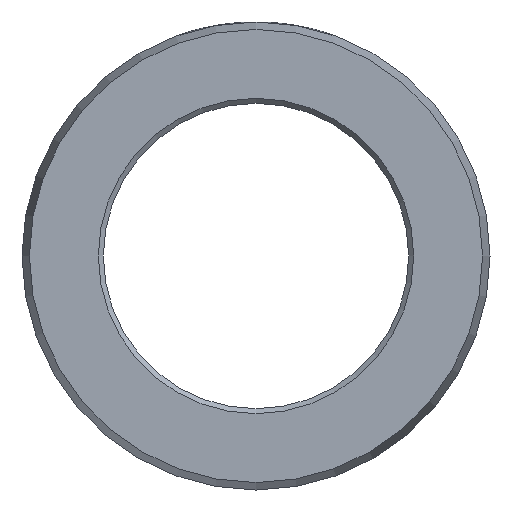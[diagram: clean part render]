
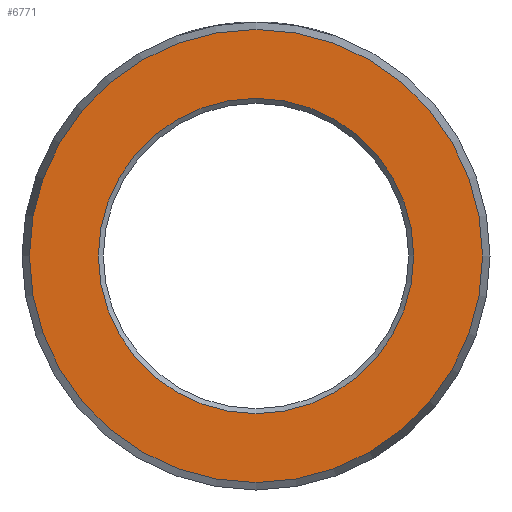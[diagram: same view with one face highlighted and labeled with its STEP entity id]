
A CAD part, left-side view. The second image highlights one B-rep face of the part: STEP entity #6771.
In plain terms, the highlighted planar face has unit normal (-1, 0, 0).
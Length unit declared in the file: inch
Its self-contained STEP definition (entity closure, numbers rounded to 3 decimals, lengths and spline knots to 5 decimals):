
#64=FACE_BOUND('',#1172,.T.);
#211=PLANE('',#7175);
#767=FACE_OUTER_BOUND('',#1171,.T.);
#1171=EDGE_LOOP('',(#6332,#6333));
#1172=EDGE_LOOP('',(#6334,#6335));
#1355=CIRCLE('',#7173,0.7075);
#1356=CIRCLE('',#7174,0.7075);
#1357=CIRCLE('',#7176,1.01651);
#1358=CIRCLE('',#7177,1.01651);
#3287=VERTEX_POINT('',#16105);
#3288=VERTEX_POINT('',#16107);
#3289=VERTEX_POINT('',#16111);
#3290=VERTEX_POINT('',#16112);
#4303=EDGE_CURVE('',#3288,#3287,#1355,.T.);
#4304=EDGE_CURVE('',#3287,#3288,#1356,.T.);
#4305=EDGE_CURVE('',#3289,#3290,#1357,.T.);
#4306=EDGE_CURVE('',#3290,#3289,#1358,.T.);
#6332=ORIENTED_EDGE('',*,*,#4305,.F.);
#6333=ORIENTED_EDGE('',*,*,#4306,.F.);
#6334=ORIENTED_EDGE('',*,*,#4303,.T.);
#6335=ORIENTED_EDGE('',*,*,#4304,.T.);
#6771=ADVANCED_FACE('',(#767,#64),#211,.T.);
#7173=AXIS2_PLACEMENT_3D('',#16108,#8376,#8377);
#7174=AXIS2_PLACEMENT_3D('',#16109,#8378,#8379);
#7175=AXIS2_PLACEMENT_3D('',#16110,#8380,#8381);
#7176=AXIS2_PLACEMENT_3D('',#16113,#8382,#8383);
#7177=AXIS2_PLACEMENT_3D('',#16114,#8384,#8385);
#8376=DIRECTION('center_axis',(1.,0.,0.));
#8377=DIRECTION('ref_axis',(0.,1.,0.));
#8378=DIRECTION('center_axis',(1.,0.,0.));
#8379=DIRECTION('ref_axis',(0.,1.,0.));
#8380=DIRECTION('center_axis',(-1.,0.,0.));
#8381=DIRECTION('ref_axis',(0.,0.,1.));
#8382=DIRECTION('center_axis',(1.,0.,0.));
#8383=DIRECTION('ref_axis',(0.,1.,0.));
#8384=DIRECTION('center_axis',(1.,0.,0.));
#8385=DIRECTION('ref_axis',(0.,1.,0.));
#16105=CARTESIAN_POINT('',(0.,-0.7075,0.));
#16107=CARTESIAN_POINT('',(0.,0.7075,0.));
#16108=CARTESIAN_POINT('Origin',(0.,0.,0.));
#16109=CARTESIAN_POINT('Origin',(0.,0.,0.));
#16110=CARTESIAN_POINT('Origin',(0.,0.862,
0.));
#16111=CARTESIAN_POINT('',(0.,1.01651,0.));
#16112=CARTESIAN_POINT('',(0.,-1.01651,0.));
#16113=CARTESIAN_POINT('Origin',(0.,0.,0.));
#16114=CARTESIAN_POINT('Origin',(0.,0.,0.));
